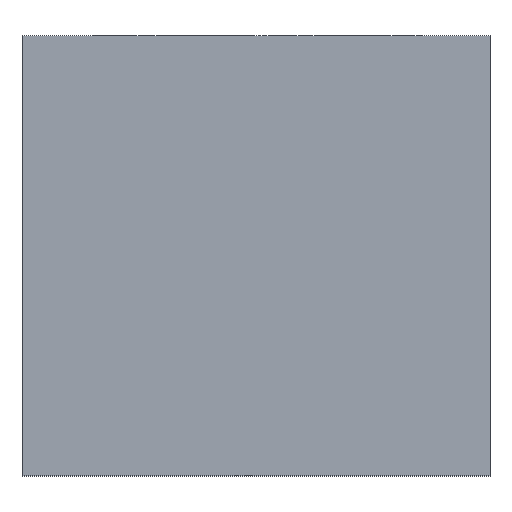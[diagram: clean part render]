
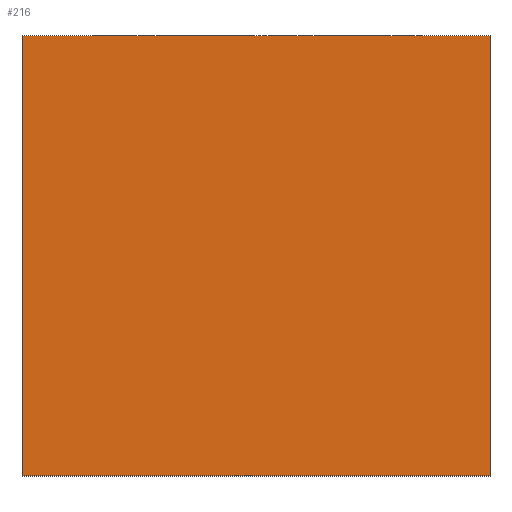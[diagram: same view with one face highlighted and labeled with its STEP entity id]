
A CAD part, top view. The second image highlights one B-rep face of the part: STEP entity #216.
In plain terms, the highlighted planar face has unit normal (0, 0, 1).
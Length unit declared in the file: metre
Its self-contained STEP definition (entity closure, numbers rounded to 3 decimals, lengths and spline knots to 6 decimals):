
#12=LINE('',#391,#24);
#16=LINE('',#399,#28);
#19=LINE('',#409,#31);
#21=LINE('',#412,#33);
#24=VECTOR('',#326,1.);
#28=VECTOR('',#332,1.);
#31=VECTOR('',#341,1.);
#33=VECTOR('',#345,1.);
#50=PLANE('',#280);
#84=ORIENTED_EDGE('',*,*,#106,.F.);
#85=ORIENTED_EDGE('',*,*,#110,.T.);
#86=ORIENTED_EDGE('',*,*,#115,.T.);
#87=ORIENTED_EDGE('',*,*,#117,.F.);
#106=EDGE_CURVE('',#128,#129,#12,.T.);
#110=EDGE_CURVE('',#128,#131,#16,.T.);
#115=EDGE_CURVE('',#131,#135,#19,.T.);
#117=EDGE_CURVE('',#129,#135,#21,.T.);
#128=VERTEX_POINT('',#390);
#129=VERTEX_POINT('',#392);
#131=VERTEX_POINT('',#398);
#135=VERTEX_POINT('',#408);
#166=EDGE_LOOP('',(#84,#85,#86,#87));
#192=FACE_BOUND('',#166,.T.);
#216=ADVANCED_FACE('',(#192),#50,.T.);
#280=AXIS2_PLACEMENT_3D('',#413,#346,#347);
#326=DIRECTION('',(-1.,0.,0.));
#332=DIRECTION('',(0.,1.,0.));
#341=DIRECTION('',(-1.,0.,0.));
#345=DIRECTION('',(0.,1.,0.));
#346=DIRECTION('',(0.,0.,1.));
#347=DIRECTION('',(1.,0.,0.));
#390=CARTESIAN_POINT('',(0.00664,-0.0012,0.0083));
#391=CARTESIAN_POINT('',(0.00175,-0.0012,0.0083));
#392=CARTESIAN_POINT('',(-0.00314,-0.0012,0.0083));
#398=CARTESIAN_POINT('',(0.00664,0.008,0.0083));
#399=CARTESIAN_POINT('',(0.00664,0.0034,0.0083));
#408=CARTESIAN_POINT('',(-0.00314,0.008,0.0083));
#409=CARTESIAN_POINT('',(0.00175,0.008,0.0083));
#412=CARTESIAN_POINT('',(-0.00314,0.0034,0.0083));
#413=CARTESIAN_POINT('',(0.00175,0.0034,0.0083));
